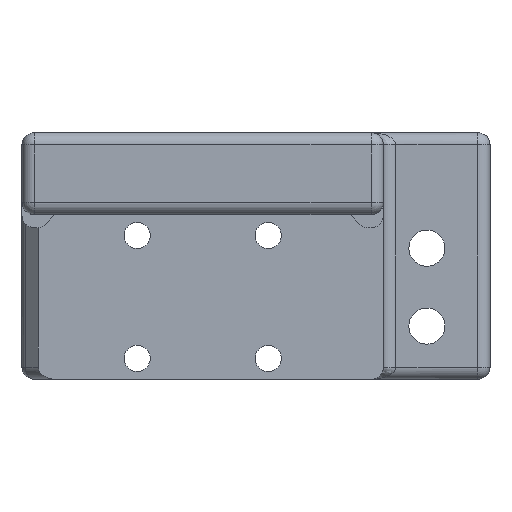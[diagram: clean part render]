
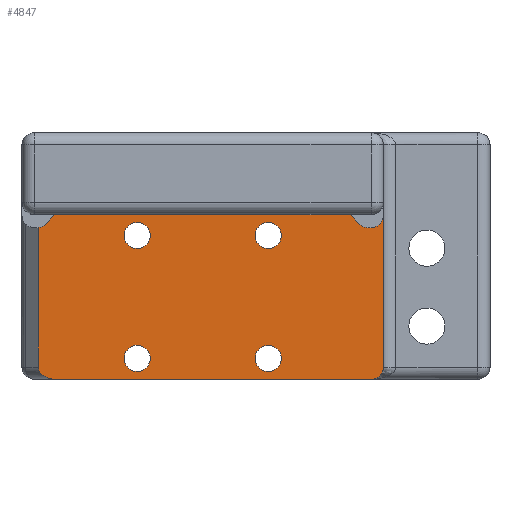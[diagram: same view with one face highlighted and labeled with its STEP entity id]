
A CAD part, front view. The second image highlights one B-rep face of the part: STEP entity #4847.
In plain terms, the highlighted planar face has unit normal (0, -1, 0).
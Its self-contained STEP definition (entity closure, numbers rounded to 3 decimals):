
#223 = CARTESIAN_POINT ( 'NONE',  ( 20.55, -8., -10.05 ) ) ;
#246 = VECTOR ( 'NONE', #4766, 1000. ) ;
#311 = VECTOR ( 'NONE', #13367, 1000. ) ;
#359 = CARTESIAN_POINT ( 'NONE',  ( -20.05, -8., -9.429 ) ) ;
#428 = CARTESIAN_POINT ( 'NONE',  ( 8., -8., -7.5 ) ) ;
#448 = EDGE_CURVE ( 'NONE', #1656, #4231, #3728, .T. ) ;
#487 = DIRECTION ( 'NONE',  ( 0., 0., 1. ) ) ;
#488 = CARTESIAN_POINT ( 'NONE',  ( 20.55, -8., -8.55 ) ) ;
#543 = EDGE_LOOP ( 'NONE', ( #1334, #6444 ) ) ;
#589 = CIRCLE ( 'NONE', #11821, 1.6 ) ;
#824 = AXIS2_PLACEMENT_3D ( 'NONE', #488, #5039, #9373 ) ;
#827 = AXIS2_PLACEMENT_3D ( 'NONE', #6372, #12844, #970 ) ;
#873 = LINE ( 'NONE', #5115, #10485 ) ;
#876 = ORIENTED_EDGE ( 'NONE', *, *, #11157, .F. ) ;
#970 = DIRECTION ( 'NONE',  ( 0., 0., 1. ) ) ;
#1210 = CARTESIAN_POINT ( 'NONE',  ( -8., -8., 7.5 ) ) ;
#1319 = DIRECTION ( 'NONE',  ( 0., 1., 0. ) ) ;
#1334 = ORIENTED_EDGE ( 'NONE', *, *, #7276, .T. ) ;
#1402 = VERTEX_POINT ( 'NONE', #223 ) ;
#1459 = AXIS2_PLACEMENT_3D ( 'NONE', #428, #1709, #7038 ) ;
#1546 = VERTEX_POINT ( 'NONE', #13266 ) ;
#1656 = VERTEX_POINT ( 'NONE', #6936 ) ;
#1709 = DIRECTION ( 'NONE',  ( 0., 1., 0. ) ) ;
#1776 = CARTESIAN_POINT ( 'NONE',  ( 0., -8., 0. ) ) ;
#1878 = AXIS2_PLACEMENT_3D ( 'NONE', #1210, #13282, #5596 ) ;
#1903 = DIRECTION ( 'NONE',  ( 0., 1., 0. ) ) ;
#2034 = ORIENTED_EDGE ( 'NONE', *, *, #11702, .T. ) ;
#2224 = CARTESIAN_POINT ( 'NONE',  ( -8., -8., -7.5 ) ) ;
#2519 = AXIS2_PLACEMENT_3D ( 'NONE', #1776, #1903, #11750 ) ;
#2535 = EDGE_CURVE ( 'NONE', #12312, #6923, #7687, .T. ) ;
#2631 = CARTESIAN_POINT ( 'NONE',  ( -20.05, -8., -8.55 ) ) ;
#2722 = DIRECTION ( 'NONE',  ( 0., 0., 1. ) ) ;
#2761 = LINE ( 'NONE', #5818, #246 ) ;
#2961 = LINE ( 'NONE', #4209, #11669 ) ;
#2994 = DIRECTION ( 'NONE',  ( -1., 0., 0. ) ) ;
#3426 = CARTESIAN_POINT ( 'NONE',  ( -20.05, -8., -8.55 ) ) ;
#3603 = VERTEX_POINT ( 'NONE', #4516 ) ;
#3728 = CIRCLE ( 'NONE', #4887, 1.6 ) ;
#3807 = FACE_BOUND ( 'NONE', #543, .T. ) ;
#4018 = CARTESIAN_POINT ( 'NONE',  ( 22.05, -8., -8.55 ) ) ;
#4042 = VERTEX_POINT ( 'NONE', #13302 ) ;
#4209 = CARTESIAN_POINT ( 'NONE',  ( -20.05, -8., -10.05 ) ) ;
#4231 = VERTEX_POINT ( 'NONE', #5074 ) ;
#4516 = CARTESIAN_POINT ( 'NONE',  ( -20.05, -8., 10.05 ) ) ;
#4766 = DIRECTION ( 'NONE',  ( 0., 0., -1. ) ) ;
#4831 = FACE_BOUND ( 'NONE', #6896, .T. ) ;
#4847 = ADVANCED_FACE ( 'NONE', ( #3807, #4831, #9149, #8171, #13558 ), #12564, .F. ) ;
#4887 = AXIS2_PLACEMENT_3D ( 'NONE', #7362, #7427, #6234 ) ;
#4943 = AXIS2_PLACEMENT_3D ( 'NONE', #10216, #8211, #2722 ) ;
#5039 = DIRECTION ( 'NONE',  ( 0., -1., 0. ) ) ;
#5074 = CARTESIAN_POINT ( 'NONE',  ( -8., -8., 9.1 ) ) ;
#5115 = CARTESIAN_POINT ( 'NONE',  ( -22.05, -8., -10.05 ) ) ;
#5130 = CARTESIAN_POINT ( 'NONE',  ( -8., -8., -5.9 ) ) ;
#5529 = CIRCLE ( 'NONE', #7342, 1.6 ) ;
#5546 = DIRECTION ( 'NONE',  ( 0., 1., 0. ) ) ;
#5556 = EDGE_CURVE ( 'NONE', #4042, #13657, #2761, .T. ) ;
#5596 = DIRECTION ( 'NONE',  ( 0., 0., 1. ) ) ;
#5608 = EDGE_CURVE ( 'NONE', #10927, #12144, #5529, .T. ) ;
#5665 = CARTESIAN_POINT ( 'NONE',  ( 8., -8., 9.1 ) ) ;
#5740 = ORIENTED_EDGE ( 'NONE', *, *, #5608, .T. ) ;
#5818 = CARTESIAN_POINT ( 'NONE',  ( 22.05, -8., -10.05 ) ) ;
#5873 = AXIS2_PLACEMENT_3D ( 'NONE', #11155, #1319, #13588 ) ;
#5968 = CARTESIAN_POINT ( 'NONE',  ( -8., -8., -7.5 ) ) ;
#5970 = CARTESIAN_POINT ( 'NONE',  ( -17.929, -8., -10.05 ) ) ;
#6030 = CIRCLE ( 'NONE', #1878, 1.6 ) ;
#6052 = CIRCLE ( 'NONE', #1459, 1.6 ) ;
#6164 = DIRECTION ( 'NONE',  ( 0., 0., -1. ) ) ;
#6234 = DIRECTION ( 'NONE',  ( 0., 0., 1. ) ) ;
#6316 = CARTESIAN_POINT ( 'NONE',  ( 20.55, -8., 11.55 ) ) ;
#6372 = CARTESIAN_POINT ( 'NONE',  ( 8., -8., -7.5 ) ) ;
#6425 = CARTESIAN_POINT ( 'NONE',  ( -8., -8., -9.1 ) ) ;
#6444 = ORIENTED_EDGE ( 'NONE', *, *, #2535, .T. ) ;
#6702 = EDGE_CURVE ( 'NONE', #14217, #8876, #13153, .T. ) ;
#6713 = EDGE_CURVE ( 'NONE', #1402, #13657, #13910, .T. ) ;
#6740 = CIRCLE ( 'NONE', #11989, 1.5 ) ;
#6827 = EDGE_CURVE ( 'NONE', #4042, #10190, #6740, .T. ) ;
#6896 = EDGE_LOOP ( 'NONE', ( #11711, #10004 ) ) ;
#6923 = VERTEX_POINT ( 'NONE', #5665 ) ;
#6936 = CARTESIAN_POINT ( 'NONE',  ( -8., -8., 5.9 ) ) ;
#7030 = DIRECTION ( 'NONE',  ( 0., 1., 0. ) ) ;
#7038 = DIRECTION ( 'NONE',  ( 0., 0., 1. ) ) ;
#7236 = VERTEX_POINT ( 'NONE', #11171 ) ;
#7276 = EDGE_CURVE ( 'NONE', #6923, #12312, #8583, .T. ) ;
#7342 = AXIS2_PLACEMENT_3D ( 'NONE', #5968, #7030, #487 ) ;
#7362 = CARTESIAN_POINT ( 'NONE',  ( -8., -8., 7.5 ) ) ;
#7427 = DIRECTION ( 'NONE',  ( 0., 1., 0. ) ) ;
#7687 = CIRCLE ( 'NONE', #5873, 1.6 ) ;
#7840 = EDGE_CURVE ( 'NONE', #4231, #1656, #6030, .T. ) ;
#8171 = FACE_BOUND ( 'NONE', #14000, .T. ) ;
#8211 = DIRECTION ( 'NONE',  ( 0., 1., 0. ) ) ;
#8583 = CIRCLE ( 'NONE', #4943, 1.6 ) ;
#8876 = VERTEX_POINT ( 'NONE', #10818 ) ;
#9142 = EDGE_CURVE ( 'NONE', #1546, #7236, #9979, .T. ) ;
#9149 = FACE_BOUND ( 'NONE', #13539, .T. ) ;
#9373 = DIRECTION ( 'NONE',  ( 0., 0., 1. ) ) ;
#9589 = EDGE_CURVE ( 'NONE', #7236, #1546, #6052, .T. ) ;
#9931 = ORIENTED_EDGE ( 'NONE', *, *, #6827, .T. ) ;
#9979 = CIRCLE ( 'NONE', #827, 1.6 ) ;
#10004 = ORIENTED_EDGE ( 'NONE', *, *, #448, .T. ) ;
#10190 = VERTEX_POINT ( 'NONE', #11140 ) ;
#10206 = EDGE_CURVE ( 'NONE', #12144, #10927, #589, .T. ) ;
#10216 = CARTESIAN_POINT ( 'NONE',  ( 8., -8., 7.5 ) ) ;
#10485 = VECTOR ( 'NONE', #2994, 1000. ) ;
#10814 = DIRECTION ( 'NONE',  ( 0., 1., 0. ) ) ;
#10818 = CARTESIAN_POINT ( 'NONE',  ( -17.929, -8., -10.05 ) ) ;
#10927 = VERTEX_POINT ( 'NONE', #6425 ) ;
#11058 = CARTESIAN_POINT ( 'NONE',  ( 8., -8., 5.9 ) ) ;
#11140 = CARTESIAN_POINT ( 'NONE',  ( 20.55, -8., 10.05 ) ) ;
#11155 = CARTESIAN_POINT ( 'NONE',  ( 8., -8., 7.5 ) ) ;
#11157 = EDGE_CURVE ( 'NONE', #1402, #8876, #873, .T. ) ;
#11171 = CARTESIAN_POINT ( 'NONE',  ( 8., -8., -9.1 ) ) ;
#11262 = ORIENTED_EDGE ( 'NONE', *, *, #9589, .T. ) ;
#11456 = ORIENTED_EDGE ( 'NONE', *, *, #10206, .T. ) ;
#11548 = CARTESIAN_POINT ( 'NONE',  ( -19.171, -8., -10.05 ) ) ;
#11629 = DIRECTION ( 'NONE',  ( 0., 0., 1. ) ) ;
#11649 = ORIENTED_EDGE ( 'NONE', *, *, #13032, .F. ) ;
#11669 = VECTOR ( 'NONE', #6164, 1000. ) ;
#11702 = EDGE_CURVE ( 'NONE', #3603, #14217, #2961, .T. ) ;
#11711 = ORIENTED_EDGE ( 'NONE', *, *, #7840, .T. ) ;
#11750 = DIRECTION ( 'NONE',  ( 0., 0., 1. ) ) ;
#11821 = AXIS2_PLACEMENT_3D ( 'NONE', #2224, #5546, #13353 ) ;
#11884 = ORIENTED_EDGE ( 'NONE', *, *, #6702, .T. ) ;
#11989 = AXIS2_PLACEMENT_3D ( 'NONE', #6316, #10814, #11629 ) ;
#12061 = ORIENTED_EDGE ( 'NONE', *, *, #9142, .T. ) ;
#12144 = VERTEX_POINT ( 'NONE', #5130 ) ;
#12312 = VERTEX_POINT ( 'NONE', #11058 ) ;
#12322 = EDGE_LOOP ( 'NONE', ( #876, #12671, #13773, #9931, #11649, #2034, #11884 ) ) ;
#12376 = CARTESIAN_POINT ( 'NONE',  ( -22.05, -8., 10.05 ) ) ;
#12564 = PLANE ( 'NONE',  #2519 ) ;
#12671 = ORIENTED_EDGE ( 'NONE', *, *, #6713, .T. ) ;
#12844 = DIRECTION ( 'NONE',  ( 0., 1., 0. ) ) ;
#13032 = EDGE_CURVE ( 'NONE', #3603, #10190, #13457, .T. ) ;
#13153 =( BOUNDED_CURVE ( )  B_SPLINE_CURVE ( 3, ( #2631, #359, #11548, #5970 ),
 .UNSPECIFIED., .F., .F. ) 
 B_SPLINE_CURVE_WITH_KNOTS ( ( 4, 4 ),
 ( 0., 1.571 ),
 .UNSPECIFIED. ) 
 CURVE ( )  GEOMETRIC_REPRESENTATION_ITEM ( )  RATIONAL_B_SPLINE_CURVE ( ( 1., 0.805, 0.805, 1. ) ) 
 REPRESENTATION_ITEM ( '' )  );
#13266 = CARTESIAN_POINT ( 'NONE',  ( 8., -8., -5.9 ) ) ;
#13282 = DIRECTION ( 'NONE',  ( 0., 1., 0. ) ) ;
#13302 = CARTESIAN_POINT ( 'NONE',  ( 22.05, -8., 11.55 ) ) ;
#13353 = DIRECTION ( 'NONE',  ( 0., 0., 1. ) ) ;
#13367 = DIRECTION ( 'NONE',  ( 1., 0., 0. ) ) ;
#13457 = LINE ( 'NONE', #12376, #311 ) ;
#13539 = EDGE_LOOP ( 'NONE', ( #12061, #11262 ) ) ;
#13558 = FACE_OUTER_BOUND ( 'NONE', #12322, .T. ) ;
#13588 = DIRECTION ( 'NONE',  ( 0., 0., 1. ) ) ;
#13657 = VERTEX_POINT ( 'NONE', #4018 ) ;
#13773 = ORIENTED_EDGE ( 'NONE', *, *, #5556, .F. ) ;
#13910 = CIRCLE ( 'NONE', #824, 1.5 ) ;
#14000 = EDGE_LOOP ( 'NONE', ( #11456, #5740 ) ) ;
#14217 = VERTEX_POINT ( 'NONE', #3426 ) ;
